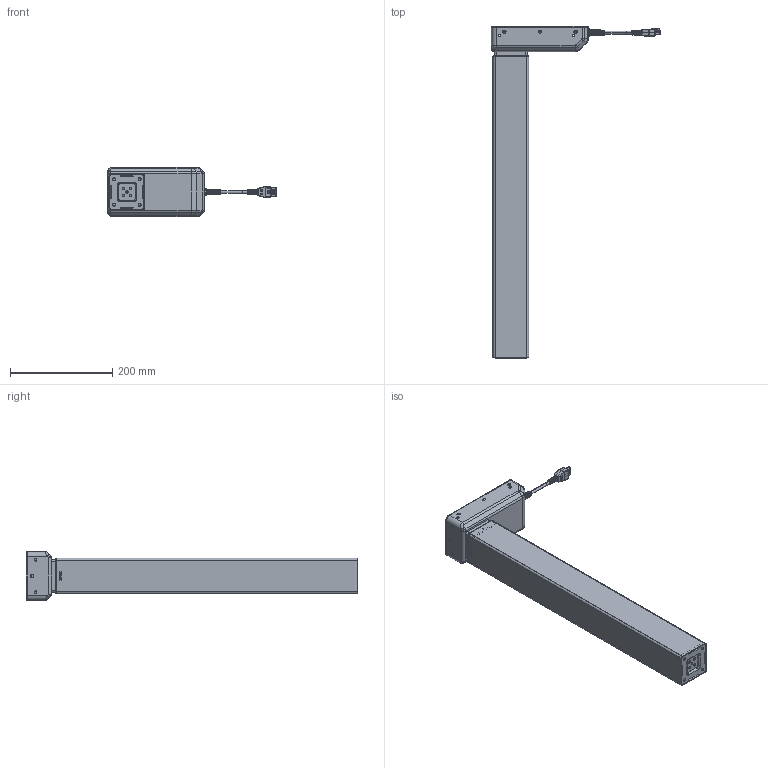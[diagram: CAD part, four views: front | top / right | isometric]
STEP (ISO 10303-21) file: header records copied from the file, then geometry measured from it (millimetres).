
FILE_DESCRIPTION (( 'STEP AP214' ), '1' );
FILE_NAME ('DD06.2.STEP', '2021-01-15T21:00:25', ( '' ), ( '' ), 'SwSTEP 2.0', 'SolidWorks 2020', '' );
FILE_SCHEMA (( 'AUTOMOTIVE_DESIGN' ));
Length unit declared in the file: millimetre
Products named in the file (4): DD06.2P01.prt; DD06.2; DD06.2P02.prt; DD06.2.prt
Assembly tree (3 placements, depth 3):
  DD06.2
    DD06.2.prt
      DD06.2P02.prt
      DD06.2P01.prt
Bounding box: 331.1 x 650 x 96 mm (x, y, z)
Volume: 635397.2 mm3; surface area: 777432.5 mm2
Topology: 7 solids, 12 shells, 2570 faces, 6722 edges, 4286 vertices
Faces by surface type: plane 1694, cylinder 461, cone 199, bspline 166, torus 42, sphere 8
Entity records: 84247 total; most frequent: CARTESIAN_POINT 21190, ORIENTED_EDGE 13428, DIRECTION 12459, EDGE_CURVE 6714, VECTOR 4755, LINE 4755, VERTEX_POINT 4286, AXIS2_PLACEMENT_3D 3852
